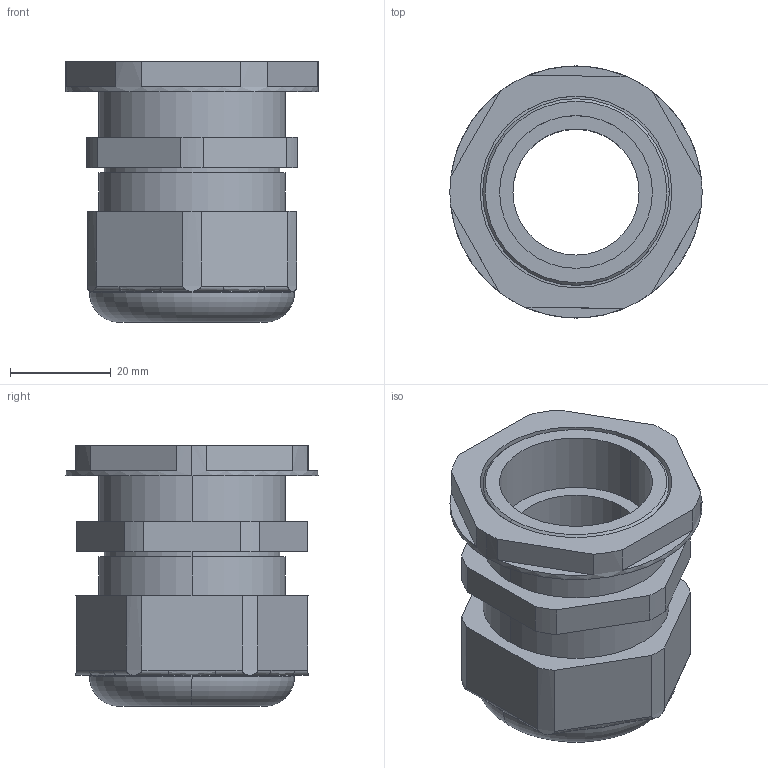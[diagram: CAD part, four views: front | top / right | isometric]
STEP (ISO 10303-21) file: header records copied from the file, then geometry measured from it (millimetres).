
FILE_DESCRIPTION (( 'STEP AP214' ), '1' );
FILE_NAME ('PE_PG29.STEP', '2017-07-12T15:48:00', ( 'UTILISATEUR' ), ( 'Hewlett-Packard Company' ), 'SwSTEP 2.0', 'SolidWorks 2016', '' );
FILE_SCHEMA (( 'AUTOMOTIVE_DESIGN' ));
Length unit declared in the file: millimetre
Products named in the file (1): PE_PG29
Bounding box: 50 x 50 x 51.7 mm (x, y, z)
Volume: 40999.5 mm3; surface area: 16849.2 mm2
Topology: 2 solids, 2 shells, 150 faces, 386 edges, 252 vertices
Faces by surface type: plane 68, cylinder 42, bspline 36, torus 2, cone 2
Entity records: 7261 total; most frequent: CARTESIAN_POINT 3089, ORIENTED_EDGE 772, DIRECTION 628, EDGE_CURVE 386, VERTEX_POINT 252, AXIS2_PLACEMENT_3D 211, VECTOR 206, LINE 206
